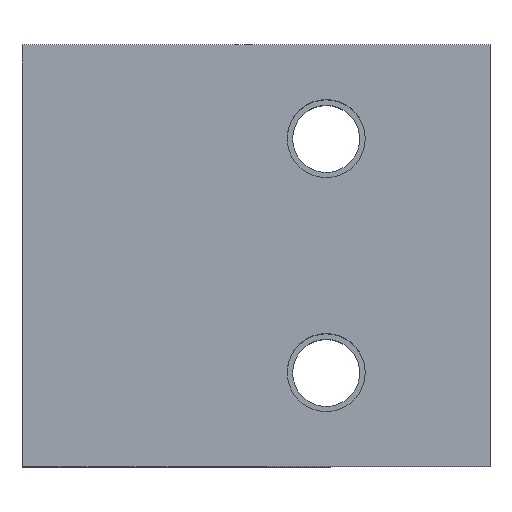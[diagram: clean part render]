
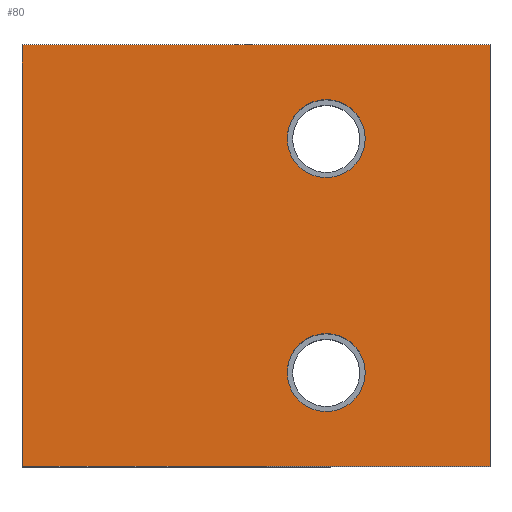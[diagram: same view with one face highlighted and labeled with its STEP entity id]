
A CAD part, top view. The second image highlights one B-rep face of the part: STEP entity #80.
In plain terms, the highlighted planar face has unit normal (0, 0, 1).
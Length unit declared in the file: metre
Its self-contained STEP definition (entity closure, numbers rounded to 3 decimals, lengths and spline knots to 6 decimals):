
#80 = ADVANCED_FACE( '', ( #171, #172, #173 ), #174, .T. );
#171 = FACE_BOUND( '', #267, .T. );
#172 = FACE_OUTER_BOUND( '', #268, .T. );
#173 = FACE_BOUND( '', #269, .T. );
#174 = PLANE( '', #270 );
#267 = EDGE_LOOP( '', ( #429 ) );
#268 = EDGE_LOOP( '', ( #430, #431, #432, #433 ) );
#269 = EDGE_LOOP( '', ( #434 ) );
#270 = AXIS2_PLACEMENT_3D( '', #435, #436, #437 );
#429 = ORIENTED_EDGE( '', *, *, #524, .T. );
#430 = ORIENTED_EDGE( '', *, *, #503, .F. );
#431 = ORIENTED_EDGE( '', *, *, #547, .F. );
#432 = ORIENTED_EDGE( '', *, *, #542, .T. );
#433 = ORIENTED_EDGE( '', *, *, #549, .T. );
#434 = ORIENTED_EDGE( '', *, *, #499, .T. );
#435 = CARTESIAN_POINT( '', ( -0.03, -0.027, 0.03 ) );
#436 = DIRECTION( '', ( 0., 0., 1. ) );
#437 = DIRECTION( '', ( 1., 0., 0. ) );
#499 = EDGE_CURVE( '', #579, #579, #580, .T. );
#503 = EDGE_CURVE( '', #585, #587, #588, .T. );
#524 = EDGE_CURVE( '', #620, #620, #621, .T. );
#542 = EDGE_CURVE( '', #639, #646, #648, .T. );
#547 = EDGE_CURVE( '', #639, #585, #653, .T. );
#549 = EDGE_CURVE( '', #646, #587, #655, .T. );
#579 = VERTEX_POINT( '', #692 );
#580 = CIRCLE( '', #693, 0.005 );
#585 = VERTEX_POINT( '', #699 );
#587 = VERTEX_POINT( '', #702 );
#588 = LINE( '', #703, #704 );
#620 = VERTEX_POINT( '', #793 );
#621 = CIRCLE( '', #794, 0.005 );
#639 = VERTEX_POINT( '', #816 );
#646 = VERTEX_POINT( '', #826 );
#648 = LINE( '', #829, #830 );
#653 = LINE( '', #837, #838 );
#655 = LINE( '', #840, #841 );
#692 = CARTESIAN_POINT( '', ( 0.014, -0.015, 0.03 ) );
#693 = AXIS2_PLACEMENT_3D( '', #868, #869, #870 );
#699 = CARTESIAN_POINT( '', ( -0.03, 0.027, 0.03 ) );
#702 = CARTESIAN_POINT( '', ( 0.03, 0.027, 0.03 ) );
#703 = CARTESIAN_POINT( '', ( -0.03, 0.027, 0.03 ) );
#704 = VECTOR( '', #873, 1. );
#793 = CARTESIAN_POINT( '', ( 0.014, 0.015, 0.03 ) );
#794 = AXIS2_PLACEMENT_3D( '', #905, #906, #907 );
#816 = CARTESIAN_POINT( '', ( -0.03, -0.027, 0.03 ) );
#826 = CARTESIAN_POINT( '', ( 0.03, -0.027, 0.03 ) );
#829 = CARTESIAN_POINT( '', ( -0.03, -0.027, 0.03 ) );
#830 = VECTOR( '', #928, 1. );
#837 = CARTESIAN_POINT( '', ( -0.03, -0.027, 0.03 ) );
#838 = VECTOR( '', #931, 1. );
#840 = CARTESIAN_POINT( '', ( 0.03, -0.027, 0.03 ) );
#841 = VECTOR( '', #932, 1. );
#868 = CARTESIAN_POINT( '', ( 0.009, -0.015, 0.03 ) );
#869 = DIRECTION( '', ( 0., 0., -1. ) );
#870 = DIRECTION( '', ( 1., 0., 0. ) );
#873 = DIRECTION( '', ( 1., 0., 0. ) );
#905 = CARTESIAN_POINT( '', ( 0.009, 0.015, 0.03 ) );
#906 = DIRECTION( '', ( 0., 0., -1. ) );
#907 = DIRECTION( '', ( 1., 0., 0. ) );
#928 = DIRECTION( '', ( 1., 0., 0. ) );
#931 = DIRECTION( '', ( 0., 1., 0. ) );
#932 = DIRECTION( '', ( 0., 1., 0. ) );
